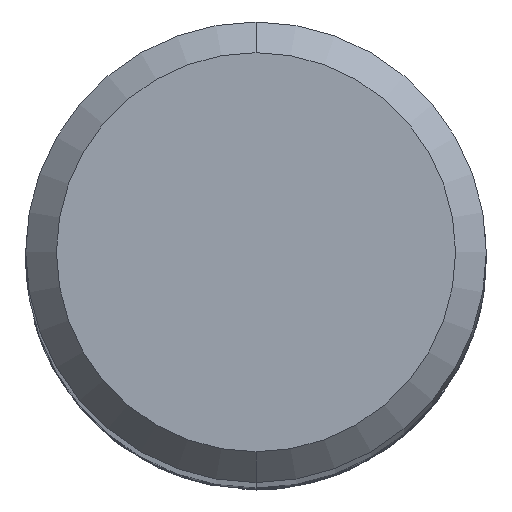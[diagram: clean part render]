
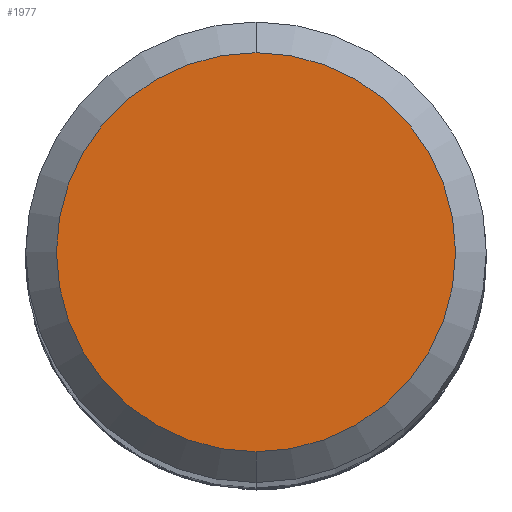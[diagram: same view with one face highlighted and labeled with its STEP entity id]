
A CAD part, top view. The second image highlights one B-rep face of the part: STEP entity #1977.
In plain terms, the highlighted planar face has unit normal (0, 0, 1).
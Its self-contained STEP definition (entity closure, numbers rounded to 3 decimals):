
#893=EDGE_CURVE('',#1653,#1435,#2343,.T.);
#1051=EDGE_CURVE('',#1435,#1653,#2513,.T.);
#1435=VERTEX_POINT('',#2939);
#1653=VERTEX_POINT('',#3170);
#1977=ADVANCED_FACE('',(#3525),#3526,.T.);
#2343=CIRCLE('',#4685,2.6);
#2513=CIRCLE('',#5803,2.6);
#2939=CARTESIAN_POINT('',(0.,-2.6,0.0));
#3170=CARTESIAN_POINT('',(0.0,2.6,0.0));
#3525=FACE_OUTER_BOUND('',#16361,.T.);
#3526=PLANE('',#16362);
#4685=AXIS2_PLACEMENT_3D('',#18188,#18189,#18190);
#5803=AXIS2_PLACEMENT_3D('',#18366,#18367,#18368);
#16361=EDGE_LOOP('',(#19319,#19320));
#16362=AXIS2_PLACEMENT_3D('',#19321,#19322,#19323);
#18188=CARTESIAN_POINT('',(0.0,0.0,0.0));
#18189=DIRECTION('',(0.0,0.0,-1.0));
#18190=DIRECTION('',(0.0,1.0,0.0));
#18366=CARTESIAN_POINT('',(0.0,0.0,0.0));
#18367=DIRECTION('',(0.0,0.0,-1.0));
#18368=DIRECTION('',(0.0,1.0,0.0));
#19319=ORIENTED_EDGE('',*,*,#893,.F.);
#19320=ORIENTED_EDGE('',*,*,#1051,.F.);
#19321=CARTESIAN_POINT('',(0.0,1.3,0.0));
#19322=DIRECTION('',(-0.0,0.0,1.0));
#19323=DIRECTION('',(0.0,-1.0,0.0));
